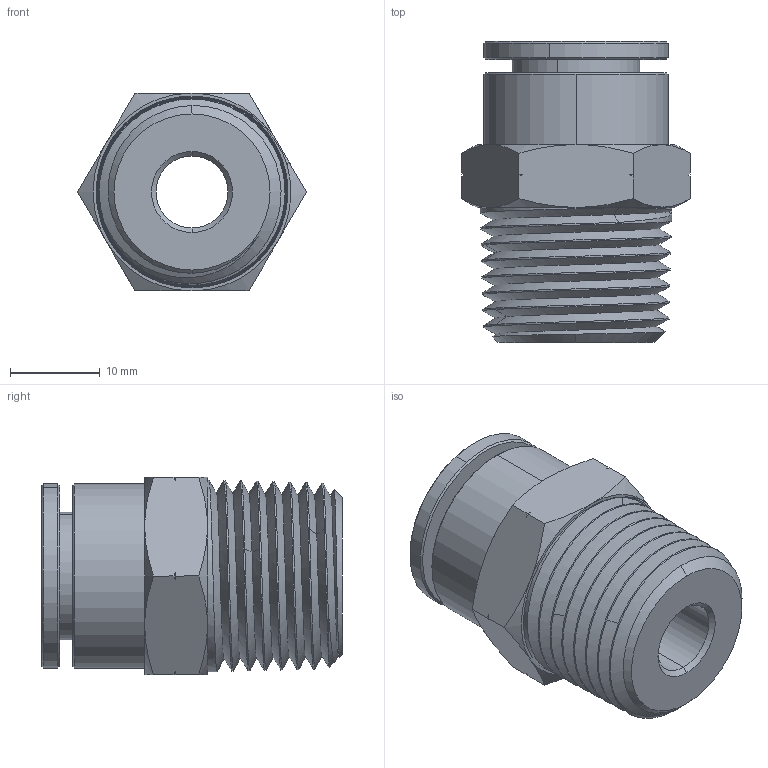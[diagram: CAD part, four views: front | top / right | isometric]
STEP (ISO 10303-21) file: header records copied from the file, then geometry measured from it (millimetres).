
FILE_DESCRIPTION (( 'STEP AP203' ), '1' );
FILE_NAME ('MCS1-2N1-2W.STEP', '2016-10-19T22:42:00', ( '' ), ( '' ), 'SwSTEP 2.0', 'SolidWorks 2016', '' );
FILE_SCHEMA (( 'CONFIG_CONTROL_DESIGN' ));
Length unit declared in the file: millimetre
Products named in the file (1): MCS1-2N1-2W
Bounding box: 25.4 x 33.46 x 22 mm (x, y, z)
Volume: 6866.7 mm3; surface area: 8530.1 mm2
Topology: 6 solids, 6 shells, 462 faces, 1283 edges, 840 vertices
Faces by surface type: cone 174, plane 158, bspline 66, cylinder 64
Entity records: 55992 total; most frequent: CARTESIAN_POINT 45051, ORIENTED_EDGE 2566, DIRECTION 1920, EDGE_CURVE 1283, VERTEX_POINT 840, AXIS2_PLACEMENT_3D 792, B_SPLINE_CURVE_WITH_KNOTS 552, EDGE_LOOP 481
